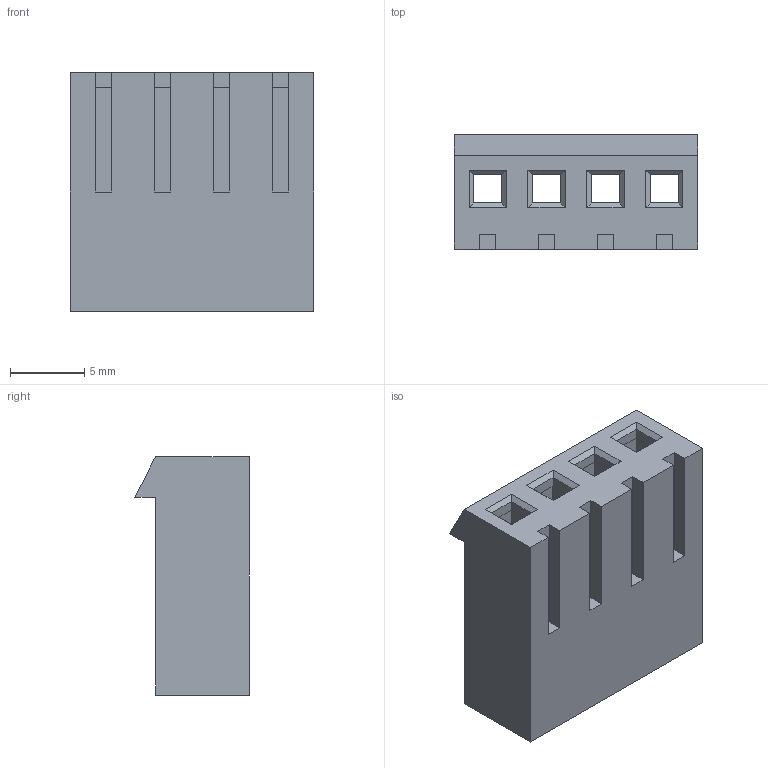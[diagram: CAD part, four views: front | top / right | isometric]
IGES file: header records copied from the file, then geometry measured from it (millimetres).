
Start section: C
Global section: file name: 645004113322.igs; native system:  By UGS Corp.; preprocessor: XPlus GENERIC/IGES 3.0; author: Author; organization: Title; date: 20120328.101206; units: millimetre
Bounding box: 16.35 x 7.7 x 16 mm (x, y, z)
Surface area: 1837.3 mm2 (no closed solid volume)
Topology: 0 solids, 0 shells, 124 faces, 708 edges, 708 vertices
Faces by surface type: bspline 124
